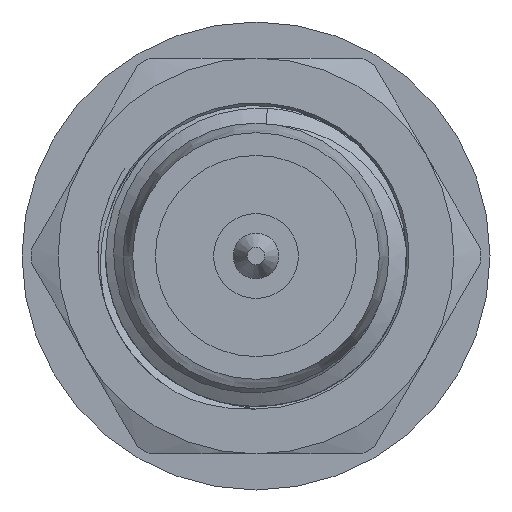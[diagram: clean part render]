
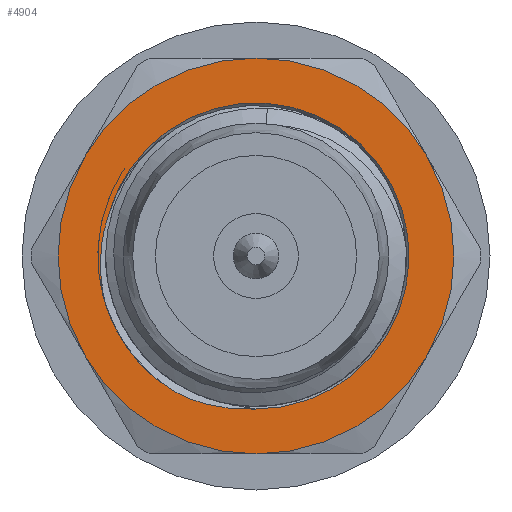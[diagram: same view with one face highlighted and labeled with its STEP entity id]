
A CAD part, left-side view. The second image highlights one B-rep face of the part: STEP entity #4904.
In plain terms, the highlighted planar face has unit normal (-1, 0, 0).
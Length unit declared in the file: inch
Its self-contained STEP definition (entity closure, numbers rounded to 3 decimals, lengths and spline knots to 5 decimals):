
#64 = CIRCLE ( 'NONE', #1770, 0.125 ) ;
#95 = EDGE_CURVE ( 'NONE', #6127, #3378, #2219, .T. ) ;
#183 = VERTEX_POINT ( 'NONE', #6632 ) ;
#298 = VERTEX_POINT ( 'NONE', #7016 ) ;
#319 = CARTESIAN_POINT ( 'NONE',  ( 0.32094, 0., 0. ) ) ;
#373 = EDGE_CURVE ( 'NONE', #3378, #1271, #3503, .T. ) ;
#578 = CARTESIAN_POINT ( 'NONE',  ( 0.32094, 0.1236, -0.01154 ) ) ;
#659 = DIRECTION ( 'NONE',  ( 1., 0., 0. ) ) ;
#1001 = CARTESIAN_POINT ( 'NONE',  ( 0.32094, 0.13553, -0.07825 ) ) ;
#1137 = CARTESIAN_POINT ( 'NONE',  ( 0.32094, 0.11993, 0.02148 ) ) ;
#1147 = CARTESIAN_POINT ( 'NONE',  ( 0.32094, 0.13553, 0.07825 ) ) ;
#1207 = AXIS2_PLACEMENT_3D ( 'NONE', #2969, #659, #6808 ) ;
#1254 = ORIENTED_EDGE ( 'NONE', *, *, #6047, .T. ) ;
#1268 = DIRECTION ( 'NONE',  ( 1., 0., 0. ) ) ;
#1271 = VERTEX_POINT ( 'NONE', #4197 ) ;
#1337 = ORIENTED_EDGE ( 'NONE', *, *, #4648, .T. ) ;
#1371 = ORIENTED_EDGE ( 'NONE', *, *, #5152, .T. ) ;
#1441 = B_SPLINE_CURVE_WITH_KNOTS ( 'NONE', 3,
 ( #3971, #2776, #578, #6703, #4525, #1137, #1651, #2251 ),
 .UNSPECIFIED., .F., .F.,
 ( 4, 2, 2, 4 ),
 ( 0., 0.00084, 0.00126, 0.00168 ),
 .UNSPECIFIED. ) ;
#1446 = DIRECTION ( 'NONE',  ( -1., 0., 0. ) ) ;
#1484 = AXIS2_PLACEMENT_3D ( 'NONE', #1561, #6089, #3196 ) ;
#1490 = CARTESIAN_POINT ( 'NONE',  ( 0.32094, 0., 0. ) ) ;
#1512 = DIRECTION ( 'NONE',  ( -1., 0., 0. ) ) ;
#1530 = CARTESIAN_POINT ( 'NONE',  ( 0.32094, 0.12044, -0.03345 ) ) ;
#1538 = DIRECTION ( 'NONE',  ( 0., -0.5, 0.866 ) ) ;
#1561 = CARTESIAN_POINT ( 'NONE',  ( 0.32094, 0., 0. ) ) ;
#1651 = CARTESIAN_POINT ( 'NONE',  ( 0.32094, 0.1185, 0.0268 ) ) ;
#1770 = AXIS2_PLACEMENT_3D ( 'NONE', #6786, #1268, #5231 ) ;
#1823 = FACE_BOUND ( 'NONE', #2547, .T. ) ;
#2018 = CARTESIAN_POINT ( 'NONE',  ( 0.32094, 0., 0. ) ) ;
#2019 = AXIS2_PLACEMENT_3D ( 'NONE', #3868, #1512, #1538 ) ;
#2219 = CIRCLE ( 'NONE', #2019, 0.1565 ) ;
#2249 = AXIS2_PLACEMENT_3D ( 'NONE', #7073, #3224, #2560 ) ;
#2251 = CARTESIAN_POINT ( 'NONE',  ( 0.32094, 0.11671, 0.032 ) ) ;
#2311 = EDGE_LOOP ( 'NONE', ( #1337, #6931, #1254, #6104, #2781, #6633 ) ) ;
#2324 = CARTESIAN_POINT ( 'NONE',  ( 0.32094, 0.00039, -0.12102 ) ) ;
#2334 = EDGE_CURVE ( 'NONE', #298, #4183, #5661, .T. ) ;
#2459 = EDGE_CURVE ( 'NONE', #3528, #6018, #3607, .T. ) ;
#2510 = VERTEX_POINT ( 'NONE', #3279 ) ;
#2547 = EDGE_LOOP ( 'NONE', ( #1371, #5668, #6888, #5516 ) ) ;
#2560 = DIRECTION ( 'NONE',  ( 0., -0.5, 0.866 ) ) ;
#2597 = DIRECTION ( 'NONE',  ( 1., 0., 0. ) ) ;
#2733 = PLANE ( 'NONE',  #1484 ) ;
#2776 = CARTESIAN_POINT ( 'NONE',  ( 0.32094, 0.12276, -0.02252 ) ) ;
#2781 = ORIENTED_EDGE ( 'NONE', *, *, #373, .T. ) ;
#2821 = CIRCLE ( 'NONE', #7170, 0.1565 ) ;
#2969 = CARTESIAN_POINT ( 'NONE',  ( 0.32094, 0., 0. ) ) ;
#3087 = CIRCLE ( 'NONE', #3930, 0.1565 ) ;
#3117 = DIRECTION ( 'NONE',  ( 0., -0.5, 0.866 ) ) ;
#3196 = DIRECTION ( 'NONE',  ( 0., -0.5, 0.866 ) ) ;
#3224 = DIRECTION ( 'NONE',  ( -1., 0., 0. ) ) ;
#3279 = CARTESIAN_POINT ( 'NONE',  ( 0.32094, 0.11671, 0.032 ) ) ;
#3378 = VERTEX_POINT ( 'NONE', #6851 ) ;
#3474 = CARTESIAN_POINT ( 'NONE',  ( 0.32094, 0.02174, -0.12095 ) ) ;
#3503 = CIRCLE ( 'NONE', #2249, 0.1565 ) ;
#3528 = VERTEX_POINT ( 'NONE', #5399 ) ;
#3607 = B_SPLINE_CURVE_WITH_KNOTS ( 'NONE', 3,
 ( #2324, #6818, #3474, #4044, #6841, #5465 ),
 .UNSPECIFIED., .F., .F.,
 ( 4, 2, 4 ),
 ( 0.00134, 0.00215, 0.00296 ),
 .UNSPECIFIED. ) ;
#3868 = CARTESIAN_POINT ( 'NONE',  ( 0.32094, 0., 0. ) ) ;
#3930 = AXIS2_PLACEMENT_3D ( 'NONE', #2018, #2597, #3117 ) ;
#3971 = CARTESIAN_POINT ( 'NONE',  ( 0.32094, 0.12044, -0.03345 ) ) ;
#4011 = CIRCLE ( 'NONE', #5042, 0.1565 ) ;
#4044 = CARTESIAN_POINT ( 'NONE',  ( 0.32094, 0.04279, -0.11663 ) ) ;
#4094 = DIRECTION ( 'NONE',  ( -1., 0., 0. ) ) ;
#4142 = DIRECTION ( 'NONE',  ( 0., -0.5, 0.866 ) ) ;
#4183 = VERTEX_POINT ( 'NONE', #1147 ) ;
#4197 = CARTESIAN_POINT ( 'NONE',  ( 0.32094, -0.13553, -0.07825 ) ) ;
#4525 = CARTESIAN_POINT ( 'NONE',  ( 0.32094, 0.12205, 0.01061 ) ) ;
#4639 = CARTESIAN_POINT ( 'NONE',  ( 0.32094, 0., 0. ) ) ;
#4648 = EDGE_CURVE ( 'NONE', #183, #298, #2821, .T. ) ;
#4904 = ADVANCED_FACE ( 'NONE', ( #5106, #1823 ), #2733, .F. ) ;
#4986 = VERTEX_POINT ( 'NONE', #1530 ) ;
#5042 = AXIS2_PLACEMENT_3D ( 'NONE', #319, #1446, #5961 ) ;
#5106 = FACE_OUTER_BOUND ( 'NONE', #2311, .T. ) ;
#5152 = EDGE_CURVE ( 'NONE', #6018, #4986, #64, .T. ) ;
#5231 = DIRECTION ( 'NONE',  ( 0., -0.5, 0.866 ) ) ;
#5399 = CARTESIAN_POINT ( 'NONE',  ( 0.32094, 0.00039, -0.12102 ) ) ;
#5419 = EDGE_CURVE ( 'NONE', #183, #1271, #3087, .T. ) ;
#5465 = CARTESIAN_POINT ( 'NONE',  ( 0.32094, 0.0625, -0.10825 ) ) ;
#5469 = DIRECTION ( 'NONE',  ( 0., -0.5, 0.866 ) ) ;
#5516 = ORIENTED_EDGE ( 'NONE', *, *, #2459, .T. ) ;
#5661 = CIRCLE ( 'NONE', #6628, 0.1565 ) ;
#5663 = EDGE_CURVE ( 'NONE', #4986, #2510, #1441, .T. ) ;
#5668 = ORIENTED_EDGE ( 'NONE', *, *, #5663, .T. ) ;
#5961 = DIRECTION ( 'NONE',  ( 0., -0.5, 0.866 ) ) ;
#6018 = VERTEX_POINT ( 'NONE', #7035 ) ;
#6047 = EDGE_CURVE ( 'NONE', #4183, #6127, #4011, .T. ) ;
#6071 = DIRECTION ( 'NONE',  ( -1., 0., 0. ) ) ;
#6089 = DIRECTION ( 'NONE',  ( 1., 0., 0. ) ) ;
#6104 = ORIENTED_EDGE ( 'NONE', *, *, #95, .T. ) ;
#6127 = VERTEX_POINT ( 'NONE', #1001 ) ;
#6392 = EDGE_CURVE ( 'NONE', #2510, #3528, #6977, .T. ) ;
#6628 = AXIS2_PLACEMENT_3D ( 'NONE', #1490, #6071, #5469 ) ;
#6632 = CARTESIAN_POINT ( 'NONE',  ( 0.32094, -0.13553, 0.07825 ) ) ;
#6633 = ORIENTED_EDGE ( 'NONE', *, *, #5419, .F. ) ;
#6703 = CARTESIAN_POINT ( 'NONE',  ( 0.32094, 0.12273, 0.00503 ) ) ;
#6786 = CARTESIAN_POINT ( 'NONE',  ( 0.32094, 0., 0. ) ) ;
#6808 = DIRECTION ( 'NONE',  ( 0., 0.5, -0.866 ) ) ;
#6818 = CARTESIAN_POINT ( 'NONE',  ( 0.32094, 0.01103, -0.12169 ) ) ;
#6841 = CARTESIAN_POINT ( 'NONE',  ( 0.32094, 0.05287, -0.11312 ) ) ;
#6851 = CARTESIAN_POINT ( 'NONE',  ( 0.32094, 0., -0.1565 ) ) ;
#6888 = ORIENTED_EDGE ( 'NONE', *, *, #6392, .T. ) ;
#6931 = ORIENTED_EDGE ( 'NONE', *, *, #2334, .T. ) ;
#6977 = CIRCLE ( 'NONE', #1207, 0.12102 ) ;
#7016 = CARTESIAN_POINT ( 'NONE',  ( 0.32094, 0., 0.1565 ) ) ;
#7035 = CARTESIAN_POINT ( 'NONE',  ( 0.32094, 0.0625, -0.10825 ) ) ;
#7073 = CARTESIAN_POINT ( 'NONE',  ( 0.32094, 0., 0. ) ) ;
#7170 = AXIS2_PLACEMENT_3D ( 'NONE', #4639, #4094, #4142 ) ;
